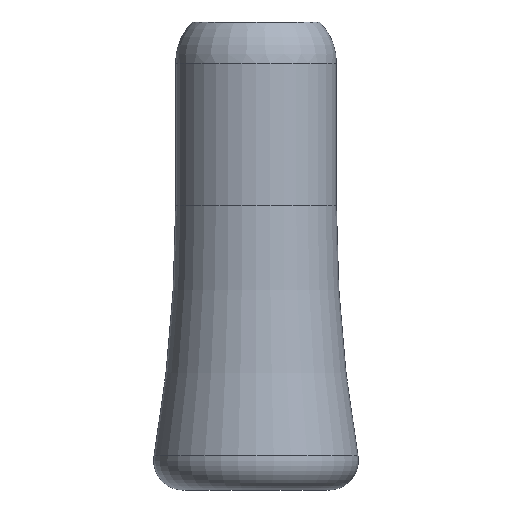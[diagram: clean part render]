
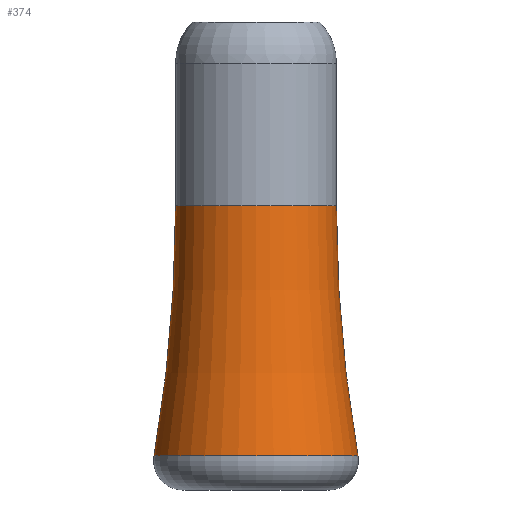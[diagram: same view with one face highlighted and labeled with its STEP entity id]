
A CAD part, front view. The second image highlights one B-rep face of the part: STEP entity #374.
In plain terms, the highlighted toroidal (fillet/blend) face has major radius 105.5 mm and minor radius 100 mm.
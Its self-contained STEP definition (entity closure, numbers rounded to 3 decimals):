
#51 = CIRCLE ( 'NONE', #100, 100. ) ;
#67 = AXIS2_PLACEMENT_3D ( 'NONE', #186, #176, #182 ) ;
#70 = CIRCLE ( 'NONE', #133, 6.971 ) ;
#75 = CIRCLE ( 'NONE', #123, 5.5 ) ;
#76 = CIRCLE ( 'NONE', #67, 100. ) ;
#81 = TOROIDAL_SURFACE ( 'NONE', #85, 105.5, 100. ) ;
#85 = AXIS2_PLACEMENT_3D ( 'NONE', #321, #288, #319 ) ;
#100 = AXIS2_PLACEMENT_3D ( 'NONE', #188, #207, #228 ) ;
#123 = AXIS2_PLACEMENT_3D ( 'NONE', #181, #179, #251 ) ;
#133 = AXIS2_PLACEMENT_3D ( 'NONE', #237, #201, #224 ) ;
#138 = FACE_OUTER_BOUND ( 'NONE', #392, .T. ) ;
#176 = DIRECTION ( 'NONE',  ( 0., 1., 0. ) ) ;
#179 = DIRECTION ( 'NONE',  ( 0., 0., 1. ) ) ;
#181 = CARTESIAN_POINT ( 'NONE',  ( 0., 0., 19.428 ) ) ;
#182 = DIRECTION ( 'NONE',  ( -1., 0., 0. ) ) ;
#186 = CARTESIAN_POINT ( 'NONE',  ( -105.5, 0., 19.428 ) ) ;
#188 = CARTESIAN_POINT ( 'NONE',  ( 105.5, 0., 19.428 ) ) ;
#201 = DIRECTION ( 'NONE',  ( 0., 0., 1. ) ) ;
#207 = DIRECTION ( 'NONE',  ( 0., -1., 0. ) ) ;
#224 = DIRECTION ( 'NONE',  ( 1., 0., 0. ) ) ;
#228 = DIRECTION ( 'NONE',  ( 0., 0., -1. ) ) ;
#237 = CARTESIAN_POINT ( 'NONE',  ( 0., 0., 2.342 ) ) ;
#251 = DIRECTION ( 'NONE',  ( 1., 0., 0. ) ) ;
#285 = CARTESIAN_POINT ( 'NONE',  ( 5.5, 0., 19.428 ) ) ;
#288 = DIRECTION ( 'NONE',  ( 0., 0., 1. ) ) ;
#296 = CARTESIAN_POINT ( 'NONE',  ( 6.971, 0., 2.342 ) ) ;
#312 = CARTESIAN_POINT ( 'NONE',  ( -5.5, 0., 19.428 ) ) ;
#319 = DIRECTION ( 'NONE',  ( 1., 0., 0. ) ) ;
#321 = CARTESIAN_POINT ( 'NONE',  ( 0., 0., 19.428 ) ) ;
#323 = CARTESIAN_POINT ( 'NONE',  ( -6.971, 0., 2.342 ) ) ;
#362 = EDGE_CURVE ( 'NONE', #408, #423, #51, .T. ) ;
#363 = EDGE_CURVE ( 'NONE', #456, #423, #70, .T. ) ;
#364 = EDGE_CURVE ( 'NONE', #400, #456, #76, .T. ) ;
#365 = EDGE_CURVE ( 'NONE', #400, #408, #75, .T. ) ;
#374 = ADVANCED_FACE ( 'NONE', ( #138 ), #81, .F. ) ;
#392 = EDGE_LOOP ( 'NONE', ( #421, #396, #457, #451 ) ) ;
#396 = ORIENTED_EDGE ( 'NONE', *, *, #364, .T. ) ;
#400 = VERTEX_POINT ( 'NONE', #312 ) ;
#408 = VERTEX_POINT ( 'NONE', #285 ) ;
#421 = ORIENTED_EDGE ( 'NONE', *, *, #365, .F. ) ;
#423 = VERTEX_POINT ( 'NONE', #296 ) ;
#451 = ORIENTED_EDGE ( 'NONE', *, *, #362, .F. ) ;
#456 = VERTEX_POINT ( 'NONE', #323 ) ;
#457 = ORIENTED_EDGE ( 'NONE', *, *, #363, .T. ) ;
